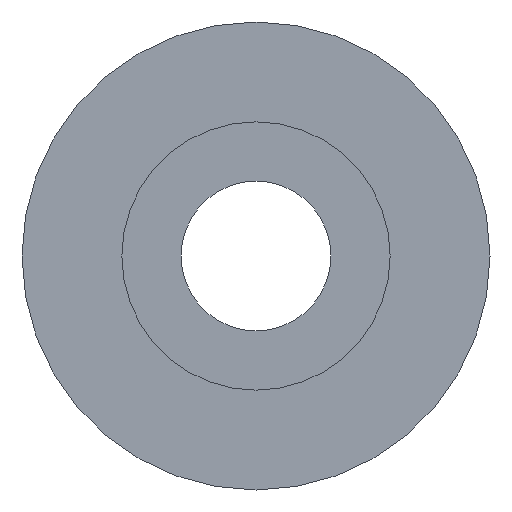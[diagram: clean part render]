
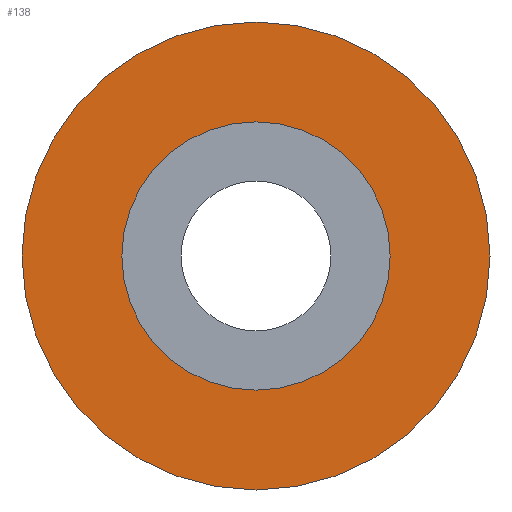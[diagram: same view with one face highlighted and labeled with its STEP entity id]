
A CAD part, front view. The second image highlights one B-rep face of the part: STEP entity #138.
In plain terms, the highlighted planar face has unit normal (0, -1, 0).
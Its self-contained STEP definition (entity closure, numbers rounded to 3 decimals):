
#17=FACE_BOUND('',#38,.T.);
#20=PLANE('',#179);
#28=FACE_OUTER_BOUND('',#37,.T.);
#37=EDGE_LOOP('',(#125,#126));
#38=EDGE_LOOP('',(#127,#128));
#49=CIRCLE('',#162,15.);
#50=CIRCLE('',#163,15.);
#59=CIRCLE('',#177,8.6);
#60=CIRCLE('',#178,8.6);
#63=VERTEX_POINT('',#234);
#64=VERTEX_POINT('',#236);
#73=VERTEX_POINT('',#262);
#74=VERTEX_POINT('',#264);
#78=EDGE_CURVE('',#63,#64,#49,.T.);
#79=EDGE_CURVE('',#64,#63,#50,.T.);
#91=EDGE_CURVE('',#74,#73,#59,.T.);
#92=EDGE_CURVE('',#73,#74,#60,.T.);
#125=ORIENTED_EDGE('',*,*,#79,.F.);
#126=ORIENTED_EDGE('',*,*,#78,.F.);
#127=ORIENTED_EDGE('',*,*,#91,.T.);
#128=ORIENTED_EDGE('',*,*,#92,.T.);
#138=ADVANCED_FACE('',(#28,#17),#20,.T.);
#162=AXIS2_PLACEMENT_3D('',#237,#189,#190);
#163=AXIS2_PLACEMENT_3D('',#238,#191,#192);
#177=AXIS2_PLACEMENT_3D('',#265,#222,#223);
#178=AXIS2_PLACEMENT_3D('',#266,#224,#225);
#179=AXIS2_PLACEMENT_3D('',#267,#226,#227);
#189=DIRECTION('center_axis',(0.,1.,0.));
#190=DIRECTION('ref_axis',(1.,0.,0.));
#191=DIRECTION('center_axis',(0.,1.,0.));
#192=DIRECTION('ref_axis',(1.,0.,0.));
#222=DIRECTION('center_axis',(0.,1.,0.));
#223=DIRECTION('ref_axis',(1.,0.,0.));
#224=DIRECTION('center_axis',(0.,1.,0.));
#225=DIRECTION('ref_axis',(1.,0.,0.));
#226=DIRECTION('center_axis',(0.,-1.,0.));
#227=DIRECTION('ref_axis',(0.,0.,-1.));
#234=CARTESIAN_POINT('',(15.,0.,0.));
#236=CARTESIAN_POINT('',(-15.,0.,0.));
#237=CARTESIAN_POINT('Origin',(0.,0.,0.));
#238=CARTESIAN_POINT('Origin',(0.,0.,0.));
#262=CARTESIAN_POINT('',(8.6,0.,0.));
#264=CARTESIAN_POINT('',(-8.6,0.,0.));
#265=CARTESIAN_POINT('Origin',(0.,0.,0.));
#266=CARTESIAN_POINT('Origin',(0.,0.,0.));
#267=CARTESIAN_POINT('Origin',(-15.,0.,0.));
